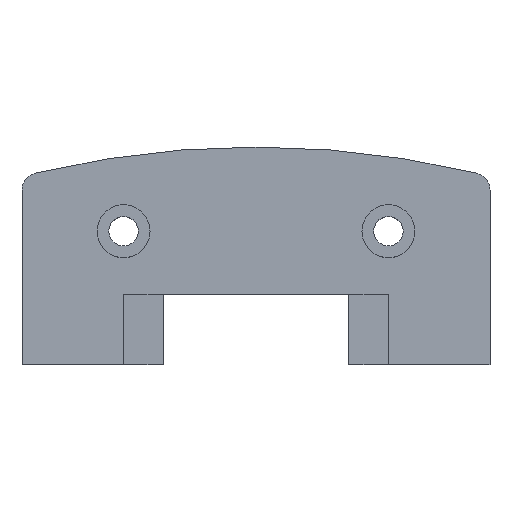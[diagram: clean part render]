
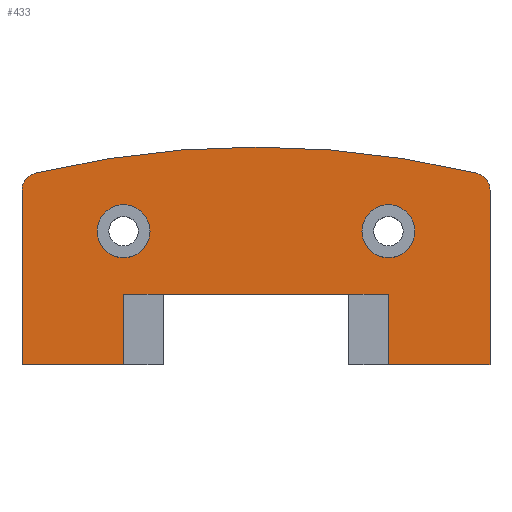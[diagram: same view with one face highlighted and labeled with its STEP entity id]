
A CAD part, top view. The second image highlights one B-rep face of the part: STEP entity #433.
In plain terms, the highlighted planar face has unit normal (0, 0, 1).
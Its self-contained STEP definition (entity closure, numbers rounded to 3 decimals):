
#19=FACE_BOUND('',#91,.T.);
#20=FACE_BOUND('',#92,.T.);
#29=CIRCLE('',#474,4.5);
#31=CIRCLE('',#478,4.5);
#32=CIRCLE('',#481,3.);
#33=CIRCLE('',#483,160.506);
#34=CIRCLE('',#485,3.);
#62=FACE_OUTER_BOUND('',#90,.T.);
#90=EDGE_LOOP('',(#370,#371,#372,#373,#374,#375,#376,#377,#378,#379,#380,
#381));
#91=EDGE_LOOP('',(#382));
#92=EDGE_LOOP('',(#383));
#106=LINE('',#645,#150);
#109=LINE('',#650,#153);
#111=LINE('',#655,#155);
#114=LINE('',#660,#158);
#123=LINE('',#676,#167);
#124=LINE('',#679,#168);
#129=LINE('',#688,#173);
#137=LINE('',#725,#181);
#138=LINE('',#727,#182);
#150=VECTOR('',#519,10.);
#153=VECTOR('',#524,10.);
#155=VECTOR('',#528,10.);
#158=VECTOR('',#533,10.);
#167=VECTOR('',#548,10.);
#168=VECTOR('',#551,10.);
#173=VECTOR('',#558,10.);
#181=VECTOR('',#600,10.);
#182=VECTOR('',#603,10.);
#196=VERTEX_POINT('',#643);
#197=VERTEX_POINT('',#644);
#198=VERTEX_POINT('',#649);
#199=VERTEX_POINT('',#653);
#200=VERTEX_POINT('',#654);
#201=VERTEX_POINT('',#659);
#206=VERTEX_POINT('',#678);
#209=VERTEX_POINT('',#686);
#215=VERTEX_POINT('',#702);
#217=VERTEX_POINT('',#709);
#218=VERTEX_POINT('',#714);
#219=VERTEX_POINT('',#715);
#220=VERTEX_POINT('',#720);
#221=VERTEX_POINT('',#724);
#236=EDGE_CURVE('',#196,#197,#106,.T.);
#239=EDGE_CURVE('',#197,#198,#109,.T.);
#241=EDGE_CURVE('',#199,#200,#111,.T.);
#244=EDGE_CURVE('',#200,#201,#114,.T.);
#253=EDGE_CURVE('',#201,#196,#123,.T.);
#254=EDGE_CURVE('',#206,#199,#124,.T.);
#259=EDGE_CURVE('',#198,#209,#129,.T.);
#267=EDGE_CURVE('',#215,#215,#29,.T.);
#270=EDGE_CURVE('',#217,#217,#31,.T.);
#271=EDGE_CURVE('',#218,#219,#32,.T.);
#274=EDGE_CURVE('',#220,#219,#33,.T.);
#276=EDGE_CURVE('',#209,#221,#137,.T.);
#277=EDGE_CURVE('',#220,#221,#34,.T.);
#278=EDGE_CURVE('',#218,#206,#138,.T.);
#370=ORIENTED_EDGE('',*,*,#239,.T.);
#371=ORIENTED_EDGE('',*,*,#259,.T.);
#372=ORIENTED_EDGE('',*,*,#276,.T.);
#373=ORIENTED_EDGE('',*,*,#277,.F.);
#374=ORIENTED_EDGE('',*,*,#274,.T.);
#375=ORIENTED_EDGE('',*,*,#271,.F.);
#376=ORIENTED_EDGE('',*,*,#278,.T.);
#377=ORIENTED_EDGE('',*,*,#254,.T.);
#378=ORIENTED_EDGE('',*,*,#241,.T.);
#379=ORIENTED_EDGE('',*,*,#244,.T.);
#380=ORIENTED_EDGE('',*,*,#253,.T.);
#381=ORIENTED_EDGE('',*,*,#236,.T.);
#382=ORIENTED_EDGE('',*,*,#267,.T.);
#383=ORIENTED_EDGE('',*,*,#270,.T.);
#410=PLANE('',#484);
#433=ADVANCED_FACE('',(#62,#19,#20),#410,.T.);
#474=AXIS2_PLACEMENT_3D('',#704,#574,#575);
#478=AXIS2_PLACEMENT_3D('',#711,#583,#584);
#481=AXIS2_PLACEMENT_3D('',#716,#589,#590);
#483=AXIS2_PLACEMENT_3D('',#721,#595,#596);
#484=AXIS2_PLACEMENT_3D('',#723,#598,#599);
#485=AXIS2_PLACEMENT_3D('',#726,#601,#602);
#519=DIRECTION('',(1.,0.,0.));
#524=DIRECTION('',(0.,-1.,0.));
#528=DIRECTION('',(0.,1.,0.));
#533=DIRECTION('',(1.,0.,0.));
#548=DIRECTION('',(1.,0.,0.));
#551=DIRECTION('',(1.,0.,0.));
#558=DIRECTION('',(1.,0.,0.));
#574=DIRECTION('center_axis',(0.,0.,-1.));
#575=DIRECTION('ref_axis',(-1.,0.,0.));
#583=DIRECTION('center_axis',(0.,0.,-1.));
#584=DIRECTION('ref_axis',(-1.,0.,0.));
#589=DIRECTION('center_axis',(0.,0.,-1.));
#590=DIRECTION('ref_axis',(-0.785,0.619,0.));
#595=DIRECTION('center_axis',(0.,0.,1.));
#596=DIRECTION('ref_axis',(0.248,0.969,0.));
#598=DIRECTION('center_axis',(0.,0.,1.));
#599=DIRECTION('ref_axis',(1.,0.,0.));
#600=DIRECTION('',(0.,1.,0.));
#601=DIRECTION('center_axis',(0.,0.,-1.));
#602=DIRECTION('ref_axis',(0.785,0.619,0.));
#603=DIRECTION('',(0.,-1.,0.));
#643=CARTESIAN_POINT('',(55.5,12.,3.));
#644=CARTESIAN_POINT('',(62.25,12.,3.));
#645=CARTESIAN_POINT('',(51.,12.,3.));
#649=CARTESIAN_POINT('',(62.25,0.,3.));
#650=CARTESIAN_POINT('',(62.25,9.25,3.));
#653=CARTESIAN_POINT('',(17.25,0.,3.));
#654=CARTESIAN_POINT('',(17.25,12.,3.));
#655=CARTESIAN_POINT('',(17.25,15.25,3.));
#659=CARTESIAN_POINT('',(24.,12.,3.));
#660=CARTESIAN_POINT('',(31.875,12.,3.));
#676=CARTESIAN_POINT('',(31.875,12.,3.));
#678=CARTESIAN_POINT('',(0.,0.,3.));
#679=CARTESIAN_POINT('',(0.,0.,3.));
#686=CARTESIAN_POINT('',(79.5,0.,3.));
#688=CARTESIAN_POINT('',(0.,0.,3.));
#702=CARTESIAN_POINT('',(66.75,22.7,3.));
#704=CARTESIAN_POINT('Origin',(62.25,22.7,3.));
#709=CARTESIAN_POINT('',(21.75,22.7,3.));
#711=CARTESIAN_POINT('Origin',(17.25,22.7,3.));
#714=CARTESIAN_POINT('',(0.,29.653,3.));
#715=CARTESIAN_POINT('',(2.3,32.57,3.));
#716=CARTESIAN_POINT('Origin',(3.,29.653,3.));
#720=CARTESIAN_POINT('',(77.2,32.57,3.));
#721=CARTESIAN_POINT('Origin',(39.75,-123.506,3.));
#723=CARTESIAN_POINT('Origin',(39.75,18.5,3.));
#724=CARTESIAN_POINT('',(79.5,29.653,3.));
#725=CARTESIAN_POINT('',(79.5,0.,3.));
#726=CARTESIAN_POINT('Origin',(76.5,29.653,3.));
#727=CARTESIAN_POINT('',(0.,32.,3.));
